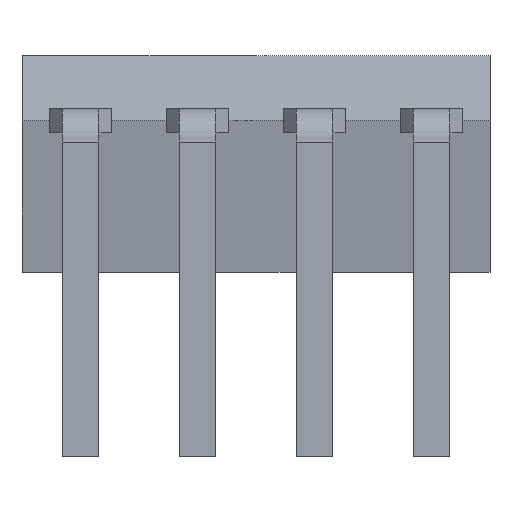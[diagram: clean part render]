
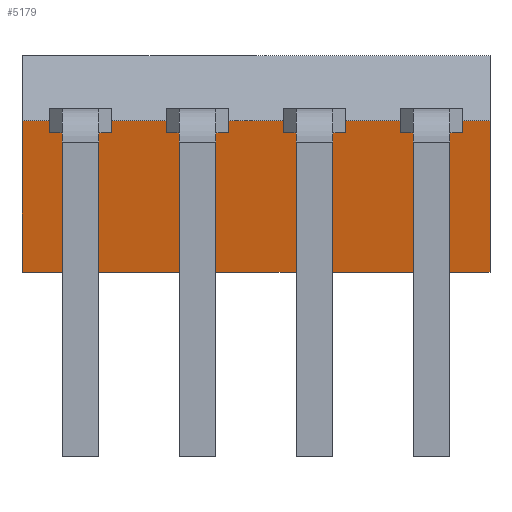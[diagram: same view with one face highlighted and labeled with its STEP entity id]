
A CAD part, front view. The second image highlights one B-rep face of the part: STEP entity #5179.
In plain terms, the highlighted face is planar.
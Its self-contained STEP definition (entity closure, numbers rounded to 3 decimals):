
#4323 = PLANE('',#4324);
#4324 = AXIS2_PLACEMENT_3D('',#4325,#4326,#4327);
#4325 = CARTESIAN_POINT('',(2.54,-0.708,3.48));
#4326 = DIRECTION('',(0.,0.333,0.943)
  );
#4327 = DIRECTION('',(0.,0.943,-0.333)
  );
#4351 = PLANE('',#4352);
#4352 = AXIS2_PLACEMENT_3D('',#4353,#4354,#4355);
#4353 = CARTESIAN_POINT('',(7.62,3.285,12.42));
#4354 = DIRECTION('',(-1.,0.,0.));
#4355 = DIRECTION('',(0.,0.,-1.));
#4405 = PLANE('',#4406);
#4406 = AXIS2_PLACEMENT_3D('',#4407,#4408,#4409);
#4407 = CARTESIAN_POINT('',(-2.54,0.745,12.42));
#4408 = DIRECTION('',(1.,0.,0.));
#4409 = DIRECTION('',(0.,0.,1.));
#4542 = PLANE('',#4543);
#4543 = AXIS2_PLACEMENT_3D('',#4544,#4545,#4546);
#4544 = CARTESIAN_POINT('',(-2.54,3.285,12.42));
#4545 = DIRECTION('',(0.,-1.,0.));
#4546 = DIRECTION('',(0.,0.,-1.));
#4976 = VERTEX_POINT('',#4977);
#4977 = CARTESIAN_POINT('',(7.62,0.,3.23));
#4998 = EDGE_CURVE('',#4999,#4976,#5001,.T.);
#4999 = VERTEX_POINT('',#5000);
#5000 = CARTESIAN_POINT('',(7.62,3.285,3.73));
#5001 = SURFACE_CURVE('',#5002,(#5006,#5013),.PCURVE_S1.);
#5002 = LINE('',#5003,#5004);
#5003 = CARTESIAN_POINT('',(7.62,3.285,3.73));
#5004 = VECTOR('',#5005,1.);
#5005 = DIRECTION('',(0.,-0.989,
    -0.15));
#5006 = PCURVE('',#4351,#5007);
#5007 = DEFINITIONAL_REPRESENTATION('',(#5008),#5012);
#5008 = LINE('',#5009,#5010);
#5009 = CARTESIAN_POINT('',(8.69,0.));
#5010 = VECTOR('',#5011,1.);
#5011 = DIRECTION('',(0.15,0.989));
#5012 = ( GEOMETRIC_REPRESENTATION_CONTEXT(2) 
PARAMETRIC_REPRESENTATION_CONTEXT() REPRESENTATION_CONTEXT('2D SPACE',''
  ) );
#5013 = PCURVE('',#5014,#5019);
#5014 = PLANE('',#5015);
#5015 = AXIS2_PLACEMENT_3D('',#5016,#5017,#5018);
#5016 = CARTESIAN_POINT('',(0.678,0.,3.23));
#5017 = DIRECTION('',(0.,0.15,-0.989
    ));
#5018 = DIRECTION('',(0.,-0.989,-0.15));
#5019 = DEFINITIONAL_REPRESENTATION('',(#5020),#5024);
#5020 = LINE('',#5021,#5022);
#5021 = CARTESIAN_POINT('',(-3.323,-6.943));
#5022 = VECTOR('',#5023,1.);
#5023 = DIRECTION('',(1.,0.));
#5024 = ( GEOMETRIC_REPRESENTATION_CONTEXT(2) 
PARAMETRIC_REPRESENTATION_CONTEXT() REPRESENTATION_CONTEXT('2D SPACE',''
  ) );
#5052 = EDGE_CURVE('',#5053,#4999,#5055,.T.);
#5053 = VERTEX_POINT('',#5054);
#5054 = CARTESIAN_POINT('',(-2.54,3.285,3.73));
#5055 = SURFACE_CURVE('',#5056,(#5060,#5067),.PCURVE_S1.);
#5056 = LINE('',#5057,#5058);
#5057 = CARTESIAN_POINT('',(-2.54,3.285,3.73));
#5058 = VECTOR('',#5059,1.);
#5059 = DIRECTION('',(1.,0.,0.));
#5060 = PCURVE('',#4542,#5061);
#5061 = DEFINITIONAL_REPRESENTATION('',(#5062),#5066);
#5062 = LINE('',#5063,#5064);
#5063 = CARTESIAN_POINT('',(8.69,0.));
#5064 = VECTOR('',#5065,1.);
#5065 = DIRECTION('',(0.,1.));
#5066 = ( GEOMETRIC_REPRESENTATION_CONTEXT(2) 
PARAMETRIC_REPRESENTATION_CONTEXT() REPRESENTATION_CONTEXT('2D SPACE',''
  ) );
#5067 = PCURVE('',#5014,#5068);
#5068 = DEFINITIONAL_REPRESENTATION('',(#5069),#5073);
#5069 = LINE('',#5070,#5071);
#5070 = CARTESIAN_POINT('',(-3.323,3.218));
#5071 = VECTOR('',#5072,1.);
#5072 = DIRECTION('',(0.,-1.));
#5073 = ( GEOMETRIC_REPRESENTATION_CONTEXT(2) 
PARAMETRIC_REPRESENTATION_CONTEXT() REPRESENTATION_CONTEXT('2D SPACE',''
  ) );
#5106 = EDGE_CURVE('',#5053,#5107,#5109,.T.);
#5107 = VERTEX_POINT('',#5108);
#5108 = CARTESIAN_POINT('',(-2.54,0.,3.23));
#5109 = SURFACE_CURVE('',#5110,(#5114,#5121),.PCURVE_S1.);
#5110 = LINE('',#5111,#5112);
#5111 = CARTESIAN_POINT('',(-2.54,3.285,3.73));
#5112 = VECTOR('',#5113,1.);
#5113 = DIRECTION('',(0.,-0.989,
    -0.15));
#5114 = PCURVE('',#4405,#5115);
#5115 = DEFINITIONAL_REPRESENTATION('',(#5116),#5120);
#5116 = LINE('',#5117,#5118);
#5117 = CARTESIAN_POINT('',(-8.69,-2.54));
#5118 = VECTOR('',#5119,1.);
#5119 = DIRECTION('',(-0.15,0.989));
#5120 = ( GEOMETRIC_REPRESENTATION_CONTEXT(2) 
PARAMETRIC_REPRESENTATION_CONTEXT() REPRESENTATION_CONTEXT('2D SPACE',''
  ) );
#5121 = PCURVE('',#5014,#5122);
#5122 = DEFINITIONAL_REPRESENTATION('',(#5123),#5127);
#5123 = LINE('',#5124,#5125);
#5124 = CARTESIAN_POINT('',(-3.323,3.218));
#5125 = VECTOR('',#5126,1.);
#5126 = DIRECTION('',(1.,0.));
#5127 = ( GEOMETRIC_REPRESENTATION_CONTEXT(2) 
PARAMETRIC_REPRESENTATION_CONTEXT() REPRESENTATION_CONTEXT('2D SPACE',''
  ) );
#5159 = EDGE_CURVE('',#5107,#4976,#5160,.T.);
#5160 = SURFACE_CURVE('',#5161,(#5165,#5172),.PCURVE_S1.);
#5161 = LINE('',#5162,#5163);
#5162 = CARTESIAN_POINT('',(-2.54,0.,3.23));
#5163 = VECTOR('',#5164,1.);
#5164 = DIRECTION('',(1.,0.,0.));
#5165 = PCURVE('',#4323,#5166);
#5166 = DEFINITIONAL_REPRESENTATION('',(#5167),#5171);
#5167 = LINE('',#5168,#5169);
#5168 = CARTESIAN_POINT('',(0.75,5.08));
#5169 = VECTOR('',#5170,1.);
#5170 = DIRECTION('',(0.,-1.));
#5171 = ( GEOMETRIC_REPRESENTATION_CONTEXT(2) 
PARAMETRIC_REPRESENTATION_CONTEXT() REPRESENTATION_CONTEXT('2D SPACE',''
  ) );
#5172 = PCURVE('',#5014,#5173);
#5173 = DEFINITIONAL_REPRESENTATION('',(#5174),#5178);
#5174 = LINE('',#5175,#5176);
#5175 = CARTESIAN_POINT('',(0.,3.218));
#5176 = VECTOR('',#5177,1.);
#5177 = DIRECTION('',(0.,-1.));
#5178 = ( GEOMETRIC_REPRESENTATION_CONTEXT(2) 
PARAMETRIC_REPRESENTATION_CONTEXT() REPRESENTATION_CONTEXT('2D SPACE',''
  ) );
#5179 = ADVANCED_FACE('',(#5180),#5014,.T.);
#5180 = FACE_BOUND('',#5181,.T.);
#5181 = EDGE_LOOP('',(#5182,#5183,#5184,#5185));
#5182 = ORIENTED_EDGE('',*,*,#5159,.F.);
#5183 = ORIENTED_EDGE('',*,*,#5106,.F.);
#5184 = ORIENTED_EDGE('',*,*,#5052,.T.);
#5185 = ORIENTED_EDGE('',*,*,#4998,.T.);
